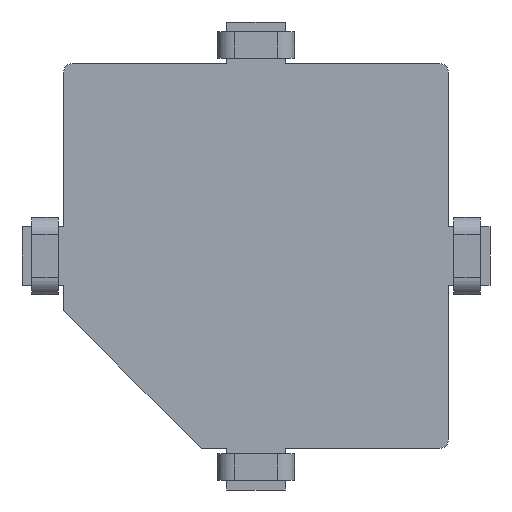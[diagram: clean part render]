
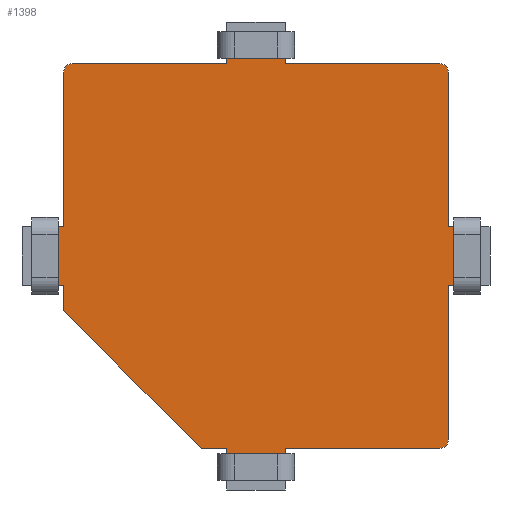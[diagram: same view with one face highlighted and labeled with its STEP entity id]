
A CAD part, front view. The second image highlights one B-rep face of the part: STEP entity #1398.
In plain terms, the highlighted planar face has unit normal (0, -1, 0).
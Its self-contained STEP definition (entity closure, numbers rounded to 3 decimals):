
#65=CARTESIAN_POINT('',(-5.49,0.,5.49));
#66=DIRECTION('',(0.,-1.,0.));
#67=DIRECTION('',(0.,0.,1.));
#68=AXIS2_PLACEMENT_3D('',#65,#66,#67);
#70=DIRECTION('',(1.,0.,0.));
#71=VECTOR('',#70,4.61);
#72=CARTESIAN_POINT('',(-5.49,0.,5.74));
#73=LINE('',#72,#71);
#74=DIRECTION('',(0.,0.,1.));
#75=VECTOR('',#74,0.16);
#76=CARTESIAN_POINT('',(-0.88,0.,5.74));
#77=LINE('',#76,#75);
#78=DIRECTION('',(1.,0.,0.));
#79=VECTOR('',#78,1.76);
#80=CARTESIAN_POINT('',(-0.88,0.,5.9));
#81=LINE('',#80,#79);
#82=DIRECTION('',(0.,0.,-1.));
#83=VECTOR('',#82,0.16);
#84=CARTESIAN_POINT('',(0.88,0.,5.9));
#85=LINE('',#84,#83);
#86=DIRECTION('',(1.,0.,0.));
#87=VECTOR('',#86,4.61);
#88=CARTESIAN_POINT('',(0.88,0.,5.74));
#89=LINE('',#88,#87);
#90=CARTESIAN_POINT('',(5.49,0.,5.49));
#91=DIRECTION('',(0.,-1.,0.));
#92=DIRECTION('',(1.,0.,0.));
#93=AXIS2_PLACEMENT_3D('',#90,#91,#92);
#95=DIRECTION('',(0.,0.,-1.));
#96=VECTOR('',#95,4.61);
#97=CARTESIAN_POINT('',(5.74,0.,5.49));
#98=LINE('',#97,#96);
#99=DIRECTION('',(1.,0.,0.));
#100=VECTOR('',#99,0.16);
#101=CARTESIAN_POINT('',(5.74,0.,0.88));
#102=LINE('',#101,#100);
#103=DIRECTION('',(0.,0.,-1.));
#104=VECTOR('',#103,1.76);
#105=CARTESIAN_POINT('',(5.9,0.,0.88));
#106=LINE('',#105,#104);
#107=DIRECTION('',(-1.,0.,0.));
#108=VECTOR('',#107,0.16);
#109=CARTESIAN_POINT('',(5.9,0.,-0.88));
#110=LINE('',#109,#108);
#111=DIRECTION('',(0.,0.,-1.));
#112=VECTOR('',#111,4.61);
#113=CARTESIAN_POINT('',(5.74,0.,-0.88));
#114=LINE('',#113,#112);
#115=CARTESIAN_POINT('',(5.49,0.,-5.49));
#116=DIRECTION('',(0.,-1.,0.));
#117=DIRECTION('',(0.,0.,-1.));
#118=AXIS2_PLACEMENT_3D('',#115,#116,#117);
#120=DIRECTION('',(-1.,0.,0.));
#121=VECTOR('',#120,4.61);
#122=CARTESIAN_POINT('',(5.49,0.,-5.74));
#123=LINE('',#122,#121);
#124=DIRECTION('',(0.,0.,-1.));
#125=VECTOR('',#124,0.16);
#126=CARTESIAN_POINT('',(0.88,0.,-5.74));
#127=LINE('',#126,#125);
#128=DIRECTION('',(-1.,0.,0.));
#129=VECTOR('',#128,1.76);
#130=CARTESIAN_POINT('',(0.88,0.,-5.9));
#131=LINE('',#130,#129);
#132=DIRECTION('',(0.,0.,1.));
#133=VECTOR('',#132,0.16);
#134=CARTESIAN_POINT('',(-0.88,0.,-5.9));
#135=LINE('',#134,#133);
#136=DIRECTION('',(-1.,0.,0.));
#137=VECTOR('',#136,0.756);
#138=CARTESIAN_POINT('',(-0.88,0.,-5.74));
#139=LINE('',#138,#137);
#140=DIRECTION('',(-0.707,0.,0.707));
#141=VECTOR('',#140,5.804);
#142=CARTESIAN_POINT('',(-1.636,0.,-5.74));
#143=LINE('',#142,#141);
#144=DIRECTION('',(0.,0.,1.));
#145=VECTOR('',#144,0.756);
#146=CARTESIAN_POINT('',(-5.74,0.,-1.636));
#147=LINE('',#146,#145);
#148=DIRECTION('',(-1.,0.,0.));
#149=VECTOR('',#148,0.16);
#150=CARTESIAN_POINT('',(-5.74,0.,-0.88));
#151=LINE('',#150,#149);
#152=DIRECTION('',(0.,0.,1.));
#153=VECTOR('',#152,1.76);
#154=CARTESIAN_POINT('',(-5.9,0.,-0.88));
#155=LINE('',#154,#153);
#156=DIRECTION('',(1.,0.,0.));
#157=VECTOR('',#156,0.16);
#158=CARTESIAN_POINT('',(-5.9,0.,0.88));
#159=LINE('',#158,#157);
#160=DIRECTION('',(0.,0.,1.));
#161=VECTOR('',#160,4.61);
#162=CARTESIAN_POINT('',(-5.74,0.,0.88));
#163=LINE('',#162,#161);
#981=CARTESIAN_POINT('',(-1.636,0.,-5.74));
#982=CARTESIAN_POINT('',(-5.74,0.,-1.636));
#983=VERTEX_POINT('',#981);
#984=VERTEX_POINT('',#982);
#1021=CARTESIAN_POINT('',(-5.74,0.,-0.88));
#1022=VERTEX_POINT('',#1021);
#1023=CARTESIAN_POINT('',(-5.74,0.,0.88));
#1024=VERTEX_POINT('',#1023);
#1029=CARTESIAN_POINT('',(-0.88,0.,5.74));
#1030=VERTEX_POINT('',#1029);
#1031=CARTESIAN_POINT('',(0.88,0.,5.74));
#1032=VERTEX_POINT('',#1031);
#1037=CARTESIAN_POINT('',(5.74,0.,0.88));
#1038=VERTEX_POINT('',#1037);
#1039=CARTESIAN_POINT('',(5.74,0.,-0.88));
#1040=VERTEX_POINT('',#1039);
#1045=CARTESIAN_POINT('',(0.88,0.,-5.74));
#1046=VERTEX_POINT('',#1045);
#1047=CARTESIAN_POINT('',(-0.88,0.,-5.74));
#1048=VERTEX_POINT('',#1047);
#1049=CARTESIAN_POINT('',(-0.88,0.,5.9));
#1050=CARTESIAN_POINT('',(0.88,0.,5.9));
#1051=VERTEX_POINT('',#1049);
#1052=VERTEX_POINT('',#1050);
#1065=CARTESIAN_POINT('',(5.9,0.,0.88));
#1066=CARTESIAN_POINT('',(5.9,0.,-0.88));
#1067=VERTEX_POINT('',#1065);
#1068=VERTEX_POINT('',#1066);
#1081=CARTESIAN_POINT('',(0.88,0.,-5.9));
#1082=CARTESIAN_POINT('',(-0.88,0.,-5.9));
#1083=VERTEX_POINT('',#1081);
#1084=VERTEX_POINT('',#1082);
#1097=CARTESIAN_POINT('',(-5.9,0.,-0.88));
#1098=CARTESIAN_POINT('',(-5.9,0.,0.88));
#1099=VERTEX_POINT('',#1097);
#1100=VERTEX_POINT('',#1098);
#1139=CARTESIAN_POINT('',(-5.49,0.,5.74));
#1140=CARTESIAN_POINT('',(-5.74,0.,5.49));
#1141=VERTEX_POINT('',#1139);
#1142=VERTEX_POINT('',#1140);
#1143=CARTESIAN_POINT('',(5.74,0.,5.49));
#1144=CARTESIAN_POINT('',(5.49,0.,5.74));
#1145=VERTEX_POINT('',#1143);
#1146=VERTEX_POINT('',#1144);
#1147=CARTESIAN_POINT('',(5.49,0.,-5.74));
#1148=CARTESIAN_POINT('',(5.74,0.,-5.49));
#1149=VERTEX_POINT('',#1147);
#1150=VERTEX_POINT('',#1148);
#1343=CARTESIAN_POINT('',(0.,0.,0.));
#1344=DIRECTION('',(0.,1.,0.));
#1345=DIRECTION('',(1.,0.,0.));
#1346=AXIS2_PLACEMENT_3D('',#1343,#1344,#1345);
#1347=PLANE('',#1346);
#1349=ORIENTED_EDGE('',*,*,#1348,.F.);
#1351=ORIENTED_EDGE('',*,*,#1350,.T.);
#1353=ORIENTED_EDGE('',*,*,#1352,.T.);
#1355=ORIENTED_EDGE('',*,*,#1354,.T.);
#1357=ORIENTED_EDGE('',*,*,#1356,.T.);
#1359=ORIENTED_EDGE('',*,*,#1358,.T.);
#1361=ORIENTED_EDGE('',*,*,#1360,.F.);
#1363=ORIENTED_EDGE('',*,*,#1362,.T.);
#1365=ORIENTED_EDGE('',*,*,#1364,.T.);
#1367=ORIENTED_EDGE('',*,*,#1366,.T.);
#1369=ORIENTED_EDGE('',*,*,#1368,.T.);
#1371=ORIENTED_EDGE('',*,*,#1370,.T.);
#1373=ORIENTED_EDGE('',*,*,#1372,.F.);
#1375=ORIENTED_EDGE('',*,*,#1374,.T.);
#1377=ORIENTED_EDGE('',*,*,#1376,.T.);
#1379=ORIENTED_EDGE('',*,*,#1378,.T.);
#1381=ORIENTED_EDGE('',*,*,#1380,.T.);
#1383=ORIENTED_EDGE('',*,*,#1382,.T.);
#1385=ORIENTED_EDGE('',*,*,#1384,.T.);
#1387=ORIENTED_EDGE('',*,*,#1386,.T.);
#1389=ORIENTED_EDGE('',*,*,#1388,.T.);
#1391=ORIENTED_EDGE('',*,*,#1390,.T.);
#1393=ORIENTED_EDGE('',*,*,#1392,.T.);
#1395=ORIENTED_EDGE('',*,*,#1394,.T.);
#1396=EDGE_LOOP('',(#1349,#1351,#1353,#1355,#1357,#1359,#1361,#1363,#1365,#1367,
#1369,#1371,#1373,#1375,#1377,#1379,#1381,#1383,#1385,#1387,#1389,#1391,#1393,
#1395));
#1397=FACE_OUTER_BOUND('',#1396,.F.);
#69=CIRCLE('',#68,0.25);
#94=CIRCLE('',#93,0.25);
#119=CIRCLE('',#118,0.25);
#1348=EDGE_CURVE('',#1141,#1142,#69,.T.);
#1350=EDGE_CURVE('',#1141,#1030,#73,.T.);
#1352=EDGE_CURVE('',#1030,#1051,#77,.T.);
#1354=EDGE_CURVE('',#1051,#1052,#81,.T.);
#1356=EDGE_CURVE('',#1052,#1032,#85,.T.);
#1358=EDGE_CURVE('',#1032,#1146,#89,.T.);
#1360=EDGE_CURVE('',#1145,#1146,#94,.T.);
#1362=EDGE_CURVE('',#1145,#1038,#98,.T.);
#1364=EDGE_CURVE('',#1038,#1067,#102,.T.);
#1366=EDGE_CURVE('',#1067,#1068,#106,.T.);
#1368=EDGE_CURVE('',#1068,#1040,#110,.T.);
#1370=EDGE_CURVE('',#1040,#1150,#114,.T.);
#1372=EDGE_CURVE('',#1149,#1150,#119,.T.);
#1374=EDGE_CURVE('',#1149,#1046,#123,.T.);
#1376=EDGE_CURVE('',#1046,#1083,#127,.T.);
#1378=EDGE_CURVE('',#1083,#1084,#131,.T.);
#1380=EDGE_CURVE('',#1084,#1048,#135,.T.);
#1382=EDGE_CURVE('',#1048,#983,#139,.T.);
#1384=EDGE_CURVE('',#983,#984,#143,.T.);
#1386=EDGE_CURVE('',#984,#1022,#147,.T.);
#1388=EDGE_CURVE('',#1022,#1099,#151,.T.);
#1390=EDGE_CURVE('',#1099,#1100,#155,.T.);
#1392=EDGE_CURVE('',#1100,#1024,#159,.T.);
#1394=EDGE_CURVE('',#1024,#1142,#163,.T.);
#1398=ADVANCED_FACE('',(#1397),#1347,.F.);
